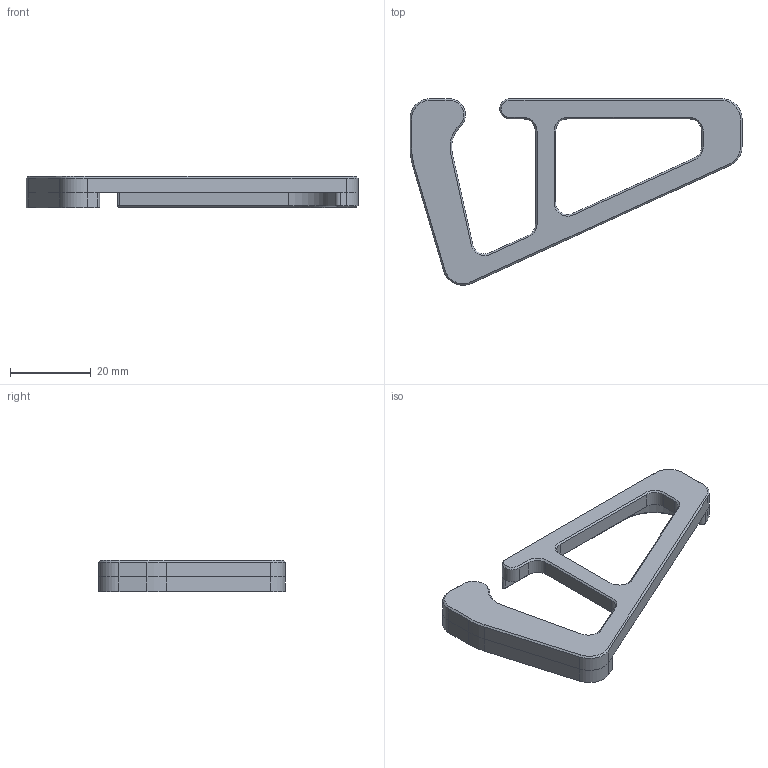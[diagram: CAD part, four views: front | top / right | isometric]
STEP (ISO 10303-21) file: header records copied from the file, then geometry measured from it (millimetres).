
FILE_DESCRIPTION(('FreeCAD Model'),'2;1');
FILE_NAME('Open CASCADE Shape Model','2024-08-22T20:00:01',(''),(''), 'Open CASCADE STEP processor 7.7','FreeCAD','Unknown');
FILE_SCHEMA(('AUTOMOTIVE_DESIGN { 1 0 10303 214 1 1 1 1 }'));
Length unit declared in the file: millimetre
Products named in the file (1): Top
Bounding box: 82.06 x 46.09 x 7.7 mm (x, y, z)
Volume: 7112.2 mm3; surface area: 5420.9 mm2
Topology: 1 solids, 1 shells, 110 faces, 255 edges, 150 vertices
Faces by surface type: plane 54, cylinder 33, cone 23
Full cylindrical faces by diameter (mm): 4.7 x3
Entity records: 3089 total; most frequent: DIRECTION 561, CARTESIAN_POINT 516, ORIENTED_EDGE 510, EDGE_CURVE 255, AXIS2_PLACEMENT_3D 195, LINE 171, VECTOR 171, VERTEX_POINT 150
